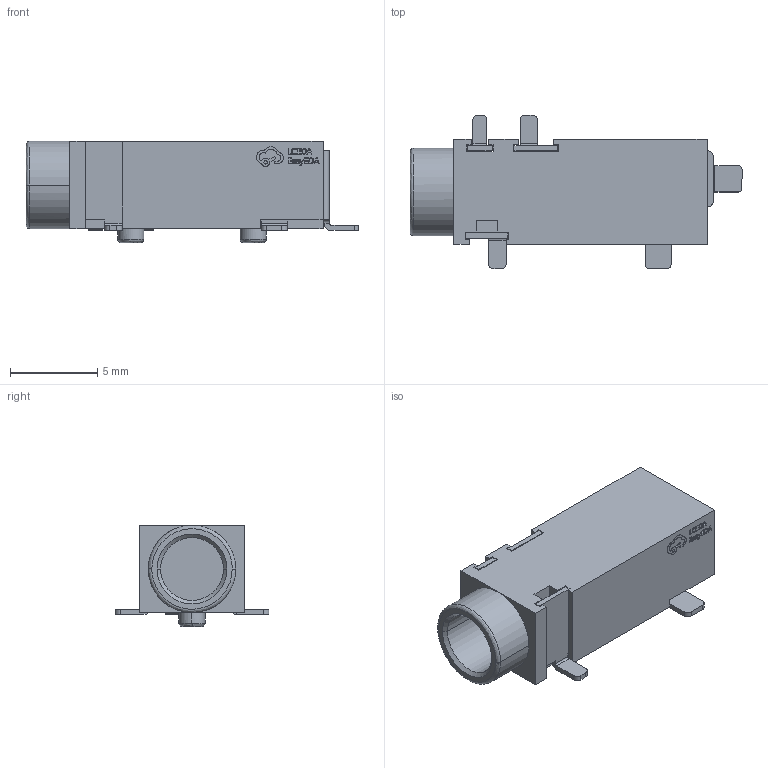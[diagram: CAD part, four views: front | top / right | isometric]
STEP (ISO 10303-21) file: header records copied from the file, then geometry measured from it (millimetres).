
FILE_DESCRIPTION (( 'STEP AP214' ), '1' );
FILE_NAME ('AUDIO-SMD_KH-PJ-328-SMT.STEP', '2023-04-21T02:06:59', ( 'PC' ), ( 'Microsoft' ), 'SwSTEP 2.0', 'SolidWorks 2020', '' );
FILE_SCHEMA (( 'AUTOMOTIVE_DESIGN' ));
Length unit declared in the file: millimetre
Products named in the file (1): AUDIO-SMD_KH-PJ-328-SMT
Bounding box: 19 x 8.8 x 5.8 mm (x, y, z)
Volume: 331.7 mm3; surface area: 771 mm2
Topology: 3 solids, 3 shells, 369 faces, 1016 edges, 676 vertices
Faces by surface type: plane 231, bspline 104, cylinder 32, cone 2
Entity records: 16497 total; most frequent: CARTESIAN_POINT 3641, ORIENTED_EDGE 2032, DIRECTION 1417, EDGE_CURVE 1016, LINE 723, VECTOR 723, VERTEX_POINT 676, EDGE_LOOP 392
